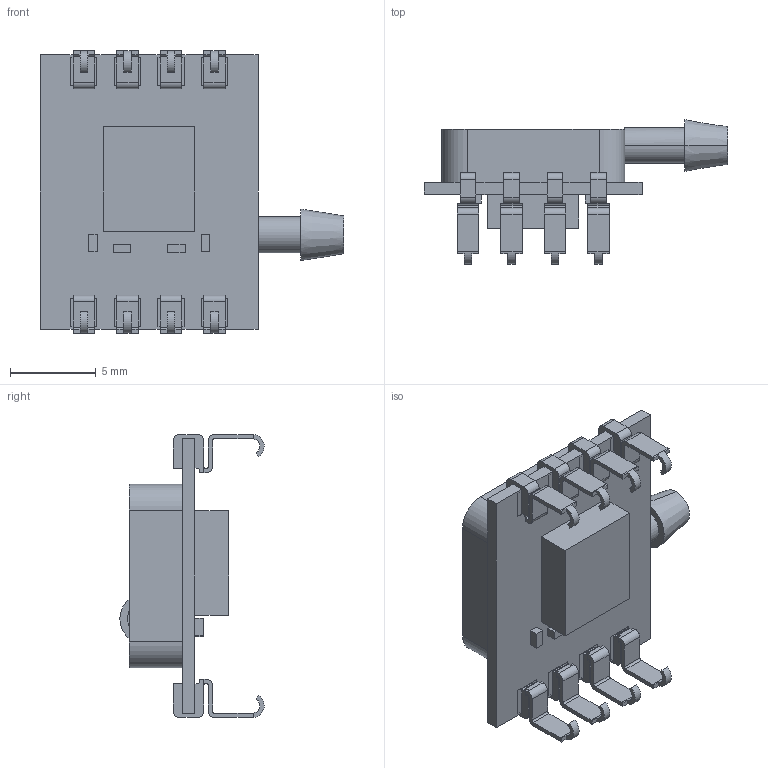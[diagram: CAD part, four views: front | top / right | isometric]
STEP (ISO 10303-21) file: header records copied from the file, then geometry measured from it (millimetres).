
FILE_DESCRIPTION (( 'STEP AP203' ), '1' );
FILE_NAME ('FNSJ_STEP.STEP', '2018-04-13T19:44:38', ( 'user' ), ( '' ), 'SwSTEP 2.0', 'SolidWorks 2010', '' );
FILE_SCHEMA (( 'CONFIG_CONTROL_DESIGN' ));
Length unit declared in the file: inch
Products named in the file (1): FNSJ_STEP
Bounding box: 17.69 x 8.42 x 16.51 mm (x, y, z)
Volume: 610.4 mm3; surface area: 866.9 mm2
Topology: 1 solids, 1 shells, 469 faces, 1356 edges, 898 vertices
Faces by surface type: plane 371, cylinder 96, cone 2
Entity records: 15375 total; most frequent: CARTESIAN_POINT 2724, ORIENTED_EDGE 2712, DIRECTION 2526, EDGE_CURVE 1356, LINE 1126, VECTOR 1126, VERTEX_POINT 898, AXIS2_PLACEMENT_3D 700
